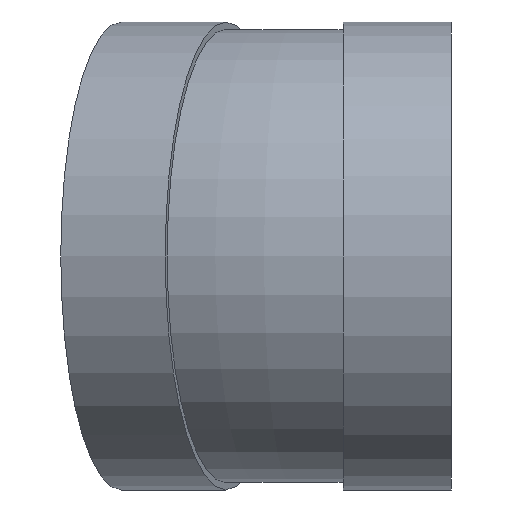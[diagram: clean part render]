
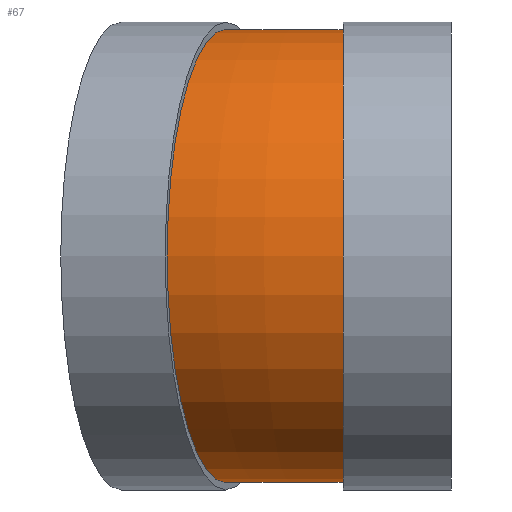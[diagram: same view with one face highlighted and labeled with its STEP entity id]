
A CAD part, left-side view. The second image highlights one B-rep face of the part: STEP entity #67.
In plain terms, the highlighted toroidal (fillet/blend) face has major radius 180 mm and minor radius 90 mm.
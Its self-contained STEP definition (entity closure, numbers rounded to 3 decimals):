
#67 = ADVANCED_FACE( '', ( #130, #131 ), #132, .T. );
#130 = FACE_OUTER_BOUND( '', #192, .T. );
#131 = FACE_OUTER_BOUND( '', #193, .T. );
#132 = TOROIDAL_SURFACE( '', #194, 180., 90. );
#192 = EDGE_LOOP( '', ( #250 ) );
#193 = EDGE_LOOP( '', ( #251 ) );
#194 = AXIS2_PLACEMENT_3D( '', #252, #253, #254 );
#250 = ORIENTED_EDGE( '', *, *, #311, .T. );
#251 = ORIENTED_EDGE( '', *, *, #312, .F. );
#252 = CARTESIAN_POINT( '', ( 180., 43., 0. ) );
#253 = DIRECTION( '', ( 0., 0., -1. ) );
#254 = DIRECTION( '', ( -1., 0., 0. ) );
#311 = EDGE_CURVE( '', #343, #343, #344, .T. );
#312 = EDGE_CURVE( '', #345, #345, #346, .T. );
#343 = VERTEX_POINT( '', #379 );
#344 = CIRCLE( '', #380, 90. );
#345 = VERTEX_POINT( '', #381 );
#346 = CIRCLE( '', #382, 90. );
#379 = CARTESIAN_POINT( '', ( 90., 43., 0. ) );
#380 = AXIS2_PLACEMENT_3D( '', #418, #419, #420 );
#381 = CARTESIAN_POINT( '', ( 93.067, 66.294, 0. ) );
#382 = AXIS2_PLACEMENT_3D( '', #421, #422, #423 );
#418 = CARTESIAN_POINT( '', ( 0., 43., 0. ) );
#419 = DIRECTION( '', ( 0., 1., 0. ) );
#420 = DIRECTION( '', ( 1., 0., 0. ) );
#421 = CARTESIAN_POINT( '', ( 6.133, 89.587, 0. ) );
#422 = DIRECTION( '', ( 0.259, 0.966, 0. ) );
#423 = DIRECTION( '', ( 0.966, -0.259, 0. ) );
